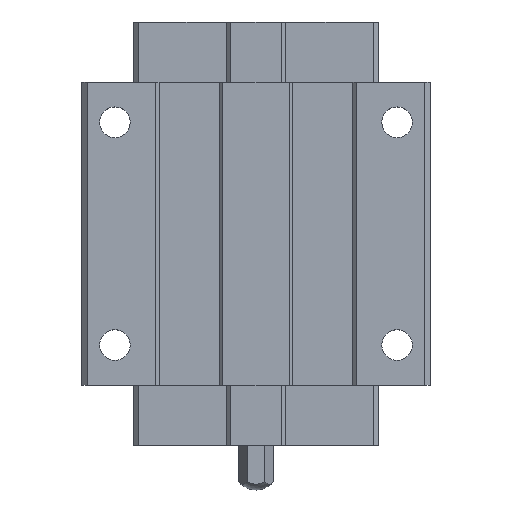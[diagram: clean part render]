
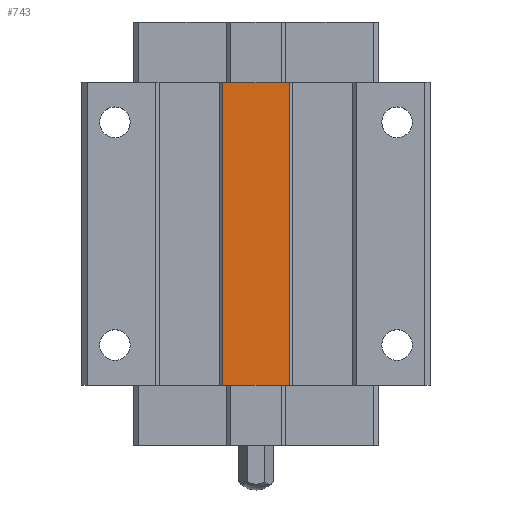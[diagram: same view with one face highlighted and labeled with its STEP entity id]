
A CAD part, top view. The second image highlights one B-rep face of the part: STEP entity #743.
In plain terms, the highlighted planar face has unit normal (0, 0, 1).
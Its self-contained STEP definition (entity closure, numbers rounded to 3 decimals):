
#97 = VERTEX_POINT ( 'NONE', #1906 ) ;
#151 = LINE ( 'NONE', #1377, #685 ) ;
#208 = CARTESIAN_POINT ( 'NONE',  ( -4.5, -20.4, 24. ) ) ;
#400 = CARTESIAN_POINT ( 'NONE',  ( -4.5, 20.4, 24. ) ) ;
#404 = EDGE_CURVE ( 'NONE', #4701, #2361, #3332, .T. ) ;
#471 = CARTESIAN_POINT ( 'NONE',  ( -4.5, 20.4, 24. ) ) ;
#600 = VECTOR ( 'NONE', #2559, 1000. ) ;
#642 = CARTESIAN_POINT ( 'NONE',  ( -4.5, -20.4, 24. ) ) ;
#685 = VECTOR ( 'NONE', #971, 1000. ) ;
#743 = ADVANCED_FACE ( 'NONE', ( #892 ), #3219, .F. ) ;
#876 = LINE ( 'NONE', #471, #3806 ) ;
#892 = FACE_OUTER_BOUND ( 'NONE', #3504, .T. ) ;
#971 = DIRECTION ( 'NONE',  ( -1., 0., 0. ) ) ;
#1286 = CARTESIAN_POINT ( 'NONE',  ( 4.5, 20.4, 24. ) ) ;
#1319 = DIRECTION ( 'NONE',  ( 0., 0., -1. ) ) ;
#1377 = CARTESIAN_POINT ( 'NONE',  ( -4.5, -20.4, 24. ) ) ;
#1389 = DIRECTION ( 'NONE',  ( 0., 1., 0. ) ) ;
#1411 = CARTESIAN_POINT ( 'NONE',  ( 4.5, -20.4, 24. ) ) ;
#1535 = ORIENTED_EDGE ( 'NONE', *, *, #2641, .F. ) ;
#1650 = VECTOR ( 'NONE', #1389, 1000. ) ;
#1906 = CARTESIAN_POINT ( 'NONE',  ( 4.5, -20.4, 24. ) ) ;
#2183 = EDGE_CURVE ( 'NONE', #97, #3592, #4355, .T. ) ;
#2361 = VERTEX_POINT ( 'NONE', #400 ) ;
#2431 = EDGE_CURVE ( 'NONE', #3592, #2361, #876, .T. ) ;
#2476 = DIRECTION ( 'NONE',  ( 0., -1., 0. ) ) ;
#2559 = DIRECTION ( 'NONE',  ( 0., 1., 0. ) ) ;
#2641 = EDGE_CURVE ( 'NONE', #97, #4701, #151, .T. ) ;
#2923 = ORIENTED_EDGE ( 'NONE', *, *, #2431, .T. ) ;
#3105 = DIRECTION ( 'NONE',  ( -1., 0., 0. ) ) ;
#3219 = PLANE ( 'NONE',  #4518 ) ;
#3332 = LINE ( 'NONE', #208, #1650 ) ;
#3504 = EDGE_LOOP ( 'NONE', ( #2923, #4531, #1535, #4766 ) ) ;
#3592 = VERTEX_POINT ( 'NONE', #1286 ) ;
#3806 = VECTOR ( 'NONE', #3105, 1000. ) ;
#4355 = LINE ( 'NONE', #1411, #600 ) ;
#4518 = AXIS2_PLACEMENT_3D ( 'NONE', #4737, #1319, #2476 ) ;
#4531 = ORIENTED_EDGE ( 'NONE', *, *, #404, .F. ) ;
#4701 = VERTEX_POINT ( 'NONE', #642 ) ;
#4737 = CARTESIAN_POINT ( 'NONE',  ( -4.5, -20.4, 24. ) ) ;
#4766 = ORIENTED_EDGE ( 'NONE', *, *, #2183, .T. ) ;
